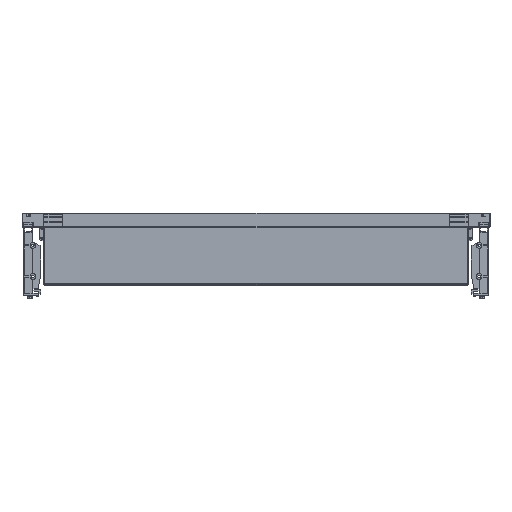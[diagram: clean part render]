
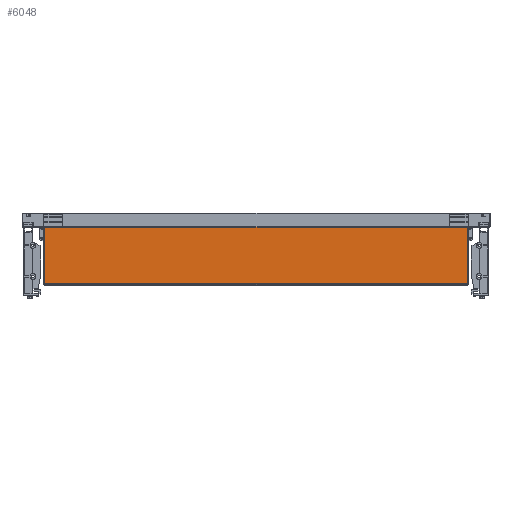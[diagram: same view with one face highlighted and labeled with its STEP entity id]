
A CAD part, left-side view. The second image highlights one B-rep face of the part: STEP entity #6048.
In plain terms, the highlighted planar face has unit normal (-1, 0, 0).
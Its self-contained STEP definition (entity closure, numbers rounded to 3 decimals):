
#6048=ADVANCED_FACE('',(#13814),#13815,.T.);
#13814=FACE_OUTER_BOUND('',#22893,.T.);
#13815=PLANE('',#22894);
#22893=EDGE_LOOP('',(#41239,#41240,#41241,#41242,#41243,#41244,#41245,#41246));
#22894=AXIS2_PLACEMENT_3D('',#41247,#41248,#41249);
#41239=ORIENTED_EDGE('',*,*,#59383,.T.);
#41240=ORIENTED_EDGE('',*,*,#59335,.T.);
#41241=ORIENTED_EDGE('',*,*,#59391,.T.);
#41242=ORIENTED_EDGE('',*,*,#59577,.F.);
#41243=ORIENTED_EDGE('',*,*,#59325,.F.);
#41244=ORIENTED_EDGE('',*,*,#59277,.F.);
#41245=ORIENTED_EDGE('',*,*,#59333,.F.);
#41246=ORIENTED_EDGE('',*,*,#59698,.T.);
#41247=CARTESIAN_POINT('',(18.25,35.85,74.55));
#41248=DIRECTION('',(-1.0,0.0,0.0));
#41249=DIRECTION('',(0.0,0.0,1.0));
#59277=EDGE_CURVE('',#72674,#72675,#72676,.T.);
#59325=EDGE_CURVE('',#72675,#72744,#72745,.T.);
#59333=EDGE_CURVE('',#72758,#72674,#72760,.T.);
#59335=EDGE_CURVE('',#72762,#72763,#72764,.T.);
#59383=EDGE_CURVE('',#72832,#72762,#72833,.T.);
#59391=EDGE_CURVE('',#72763,#72846,#72848,.T.);
#59577=EDGE_CURVE('',#72744,#72846,#73112,.T.);
#59698=EDGE_CURVE('',#72758,#72832,#73285,.T.);
#72674=VERTEX_POINT('',#92571);
#72675=VERTEX_POINT('',#92572);
#72676=LINE('',#92573,#92574);
#72744=VERTEX_POINT('',#92666);
#72745=LINE('',#92667,#92668);
#72758=VERTEX_POINT('',#92684);
#72760=LINE('',#92686,#92687);
#72762=VERTEX_POINT('',#92689);
#72763=VERTEX_POINT('',#92690);
#72764=LINE('',#92691,#92692);
#72832=VERTEX_POINT('',#92784);
#72833=LINE('',#92785,#92786);
#72846=VERTEX_POINT('',#92802);
#72848=LINE('',#92804,#92805);
#73112=LINE('',#93187,#93188);
#73285=LINE('',#93424,#93425);
#92571=CARTESIAN_POINT('',(18.25,35.85,118.3));
#92572=CARTESIAN_POINT('',(18.25,35.85,92.3));
#92573=CARTESIAN_POINT('',(18.25,35.85,124.55));
#92574=VECTOR('',#108675,1.0);
#92666=CARTESIAN_POINT('',(18.25,35.85,24.55));
#92667=CARTESIAN_POINT('',(18.25,35.85,124.55));
#92668=VECTOR('',#108730,1.0);
#92684=CARTESIAN_POINT('',(18.25,35.85,124.55));
#92686=CARTESIAN_POINT('',(18.25,35.85,124.55));
#92687=VECTOR('',#108746,1.0);
#92689=CARTESIAN_POINT('',(18.25,714.15,118.3));
#92690=CARTESIAN_POINT('',(18.25,714.15,92.3));
#92691=CARTESIAN_POINT('',(18.25,714.15,124.55));
#92692=VECTOR('',#108747,1.0);
#92784=CARTESIAN_POINT('',(18.25,714.15,124.55));
#92785=CARTESIAN_POINT('',(18.25,714.15,124.55));
#92786=VECTOR('',#108802,1.0);
#92802=CARTESIAN_POINT('',(18.25,714.15,24.55));
#92804=CARTESIAN_POINT('',(18.25,714.15,124.55));
#92805=VECTOR('',#108818,1.0);
#93187=CARTESIAN_POINT('',(18.25,35.85,24.55));
#93188=VECTOR('',#108985,1.0);
#93424=CARTESIAN_POINT('',(18.25,35.85,124.55));
#93425=VECTOR('',#109145,1.0);
#108675=DIRECTION('',(0.0,0.0,-1.0));
#108730=DIRECTION('',(0.0,0.0,-1.0));
#108746=DIRECTION('',(0.0,0.0,-1.0));
#108747=DIRECTION('',(0.0,0.0,-1.0));
#108802=DIRECTION('',(0.0,0.0,-1.0));
#108818=DIRECTION('',(0.0,0.0,-1.0));
#108985=DIRECTION('',(0.0,1.0,0.0));
#109145=DIRECTION('',(0.0,1.0,0.0));
